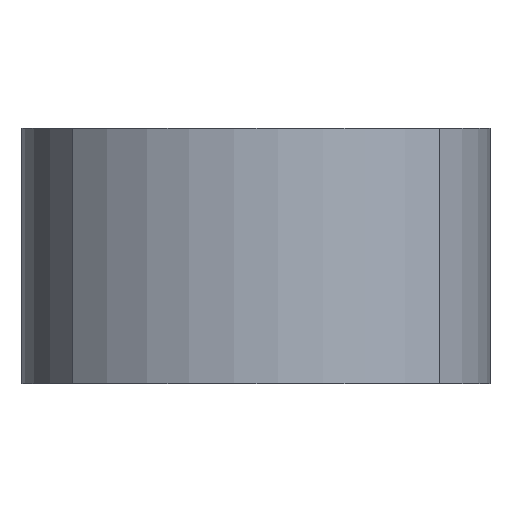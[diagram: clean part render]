
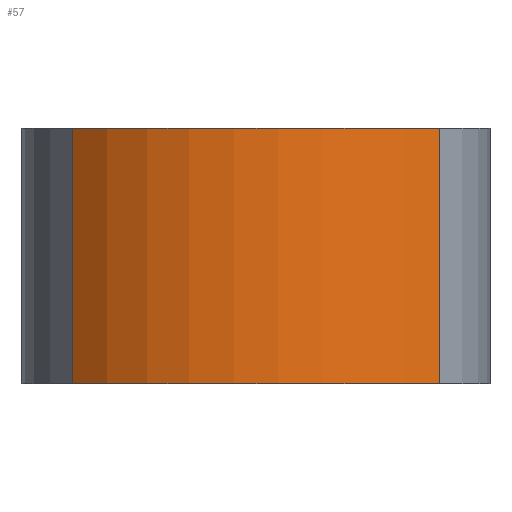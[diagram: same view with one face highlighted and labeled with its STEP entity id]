
A CAD part, front view. The second image highlights one B-rep face of the part: STEP entity #57.
In plain terms, the highlighted cylindrical face has radius 3.174 mm (diameter 6.347 mm), a partial arc.
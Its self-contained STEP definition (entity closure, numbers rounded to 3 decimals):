
#57=ADVANCED_FACE('',(#109),#111,.T.);
#109=FACE_BOUND('',#110,.T.);
#110=EDGE_LOOP('',(#225,#226,#227,#228));
#111=CYLINDRICAL_SURFACE('',#112,3.174);
#112=AXIS2_PLACEMENT_3D('',#113,#114,#115);
#113=CARTESIAN_POINT('',(0.,-7.126,0.));
#114=DIRECTION('',(0.,0.,1.));
#115=DIRECTION('',(-0.681,-0.732,0.));
#225=ORIENTED_EDGE('',*,*,#273,.T.);
#226=ORIENTED_EDGE('',*,*,#301,.T.);
#227=ORIENTED_EDGE('',*,*,#298,.F.);
#228=ORIENTED_EDGE('',*,*,#302,.F.);
#273=EDGE_CURVE('',#313,#314,#315,.T.);
#298=EDGE_CURVE('',#362,#341,#364,.T.);
#301=EDGE_CURVE('',#314,#341,#369,.T.);
#302=EDGE_CURVE('',#313,#362,#370,.T.);
#313=VERTEX_POINT('',#381);
#314=VERTEX_POINT('',#382);
#315=CIRCLE('',#383,3.174);
#341=VERTEX_POINT('',#449);
#362=VERTEX_POINT('',#498);
#364=CIRCLE('',#503,3.174);
#369=LINE('',#517,#518);
#370=LINE('',#520,#521);
#381=CARTESIAN_POINT('',(-2.162,-9.45,0.));
#382=CARTESIAN_POINT('',(2.162,-9.45,0.));
#383=AXIS2_PLACEMENT_3D('',#384,#385,#386);
#384=CARTESIAN_POINT('',(0.,-7.126,0.));
#385=DIRECTION('',(0.,0.,1.));
#386=DIRECTION('',(-0.681,-0.732,0.));
#449=CARTESIAN_POINT('',(2.162,-9.45,3.));
#498=CARTESIAN_POINT('',(-2.162,-9.45,3.));
#503=AXIS2_PLACEMENT_3D('',#504,#505,#506);
#504=CARTESIAN_POINT('',(0.,-7.126,3.));
#505=DIRECTION('',(0.,0.,1.));
#506=DIRECTION('',(-0.681,-0.732,0.));
#517=CARTESIAN_POINT('',(2.162,-9.45,0.));
#518=VECTOR('',#519,1.);
#519=DIRECTION('',(0.,0.,1.));
#520=CARTESIAN_POINT('',(-2.162,-9.45,0.));
#521=VECTOR('',#522,1.);
#522=DIRECTION('',(0.,0.,1.));
